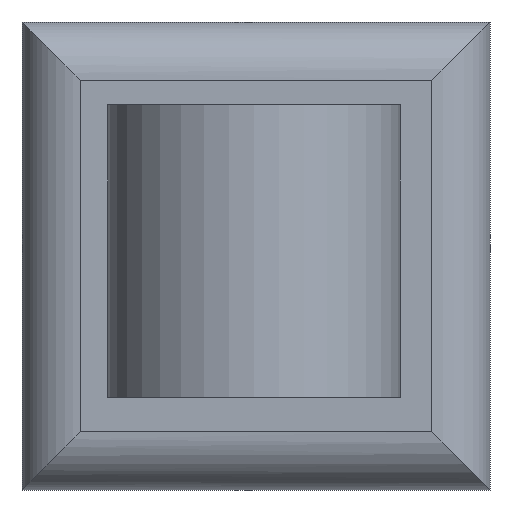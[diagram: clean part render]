
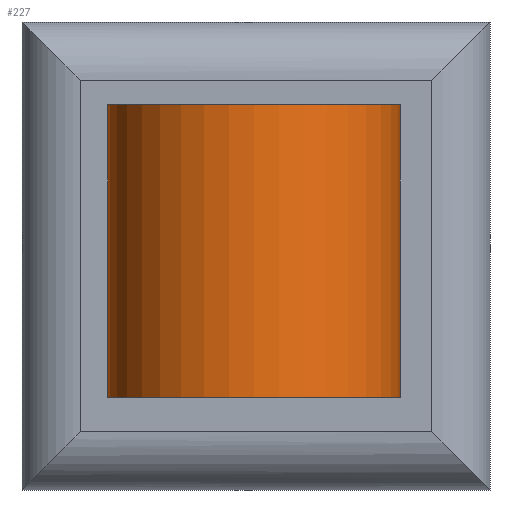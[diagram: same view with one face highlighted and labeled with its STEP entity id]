
A CAD part, front view. The second image highlights one B-rep face of the part: STEP entity #227.
In plain terms, the highlighted cylindrical face has radius 12.5 mm (diameter 25 mm), a partial arc.
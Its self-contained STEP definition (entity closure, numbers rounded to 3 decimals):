
#22=CYLINDRICAL_SURFACE('',#257,12.5);
#30=FACE_OUTER_BOUND('',#45,.T.);
#45=EDGE_LOOP('',(#162,#163,#164,#165));
#65=LINE('',#364,#85);
#66=LINE('',#367,#86);
#85=VECTOR('',#291,10.);
#86=VECTOR('',#294,10.);
#102=CIRCLE('',#256,12.5);
#103=CIRCLE('',#258,12.5);
#108=VERTEX_POINT('',#354);
#109=VERTEX_POINT('',#355);
#112=VERTEX_POINT('',#363);
#113=VERTEX_POINT('',#365);
#128=EDGE_CURVE('',#108,#109,#102,.T.);
#132=EDGE_CURVE('',#109,#112,#65,.T.);
#133=EDGE_CURVE('',#112,#113,#103,.T.);
#134=EDGE_CURVE('',#113,#108,#66,.T.);
#162=ORIENTED_EDGE('',*,*,#128,.T.);
#163=ORIENTED_EDGE('',*,*,#132,.T.);
#164=ORIENTED_EDGE('',*,*,#133,.T.);
#165=ORIENTED_EDGE('',*,*,#134,.T.);
#227=ADVANCED_FACE('',(#30),#22,.T.);
#256=AXIS2_PLACEMENT_3D('',#356,#284,#285);
#257=AXIS2_PLACEMENT_3D('',#362,#289,#290);
#258=AXIS2_PLACEMENT_3D('',#366,#292,#293);
#284=DIRECTION('center_axis',(0.,0.,
-1.));
#285=DIRECTION('ref_axis',(-0.707,-0.707,0.));
#289=DIRECTION('center_axis',(0.,0.,
1.));
#290=DIRECTION('ref_axis',(0.707,-0.707,0.));
#291=DIRECTION('',(0.,0.,-1.));
#292=DIRECTION('center_axis',(0.,0.,
1.));
#293=DIRECTION('ref_axis',(0.707,-0.707,0.));
#294=DIRECTION('',(0.,0.,1.));
#354=CARTESIAN_POINT('',(-2.672,12.5,27.917));
#355=CARTESIAN_POINT('',(-27.672,12.5,27.917));
#356=CARTESIAN_POINT('Origin',(-15.172,12.5,27.917));
#362=CARTESIAN_POINT('Origin',(-15.172,12.5,9.167));
#363=CARTESIAN_POINT('',(-27.672,12.5,2.917));
#364=CARTESIAN_POINT('',(-27.672,12.5,21.667));
#365=CARTESIAN_POINT('',(-2.672,12.5,2.917));
#366=CARTESIAN_POINT('Origin',(-15.172,12.5,2.917));
#367=CARTESIAN_POINT('',(-2.672,12.5,9.167));
